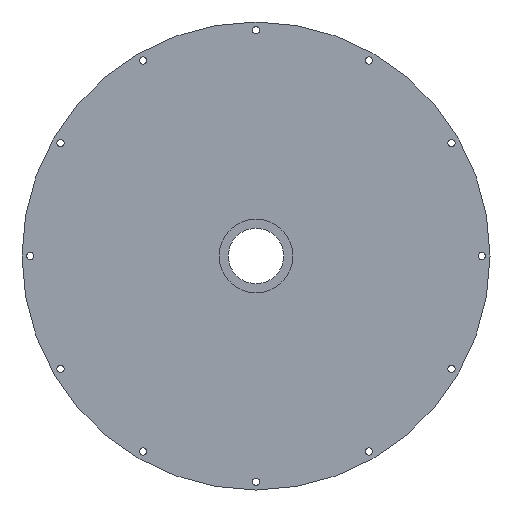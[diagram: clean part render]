
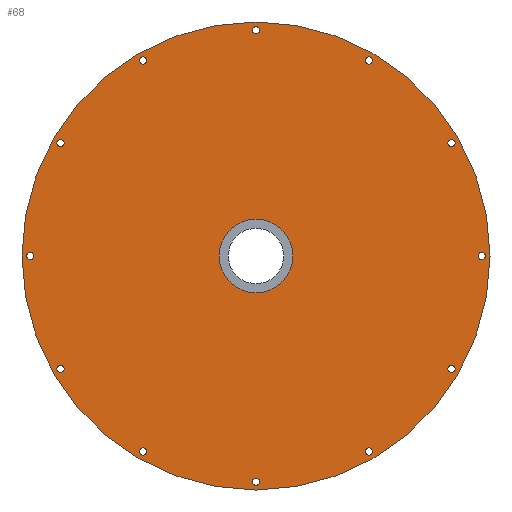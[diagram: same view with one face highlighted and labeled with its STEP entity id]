
A CAD part, left-side view. The second image highlights one B-rep face of the part: STEP entity #68.
In plain terms, the highlighted planar face has unit normal (-1, 0, 0).
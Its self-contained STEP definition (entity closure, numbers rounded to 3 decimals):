
#35=FACE_BOUND('',#168,.F.);
#36=FACE_BOUND('',#169,.F.);
#37=FACE_BOUND('',#170,.F.);
#38=FACE_BOUND('',#171,.F.);
#39=FACE_BOUND('',#172,.F.);
#40=FACE_BOUND('',#173,.F.);
#41=FACE_BOUND('',#174,.F.);
#42=FACE_BOUND('',#175,.F.);
#43=FACE_BOUND('',#176,.F.);
#44=FACE_BOUND('',#177,.F.);
#45=FACE_BOUND('',#178,.F.);
#46=FACE_BOUND('',#179,.F.);
#47=FACE_BOUND('',#180,.F.);
#53=PLANE('',#909);
#68=ADVANCED_FACE('',(#35,#36,#37,#38,#39,#40,#41,#42,#43,#44,#45,#46,#47,#110),
#53,.T.);
#110=FACE_OUTER_BOUND('',#181,.F.);
#168=EDGE_LOOP('',(#287,#288));
#169=EDGE_LOOP('',(#289,#290));
#170=EDGE_LOOP('',(#291,#292));
#171=EDGE_LOOP('',(#293,#294));
#172=EDGE_LOOP('',(#295,#296));
#173=EDGE_LOOP('',(#297,#298));
#174=EDGE_LOOP('',(#299,#300));
#175=EDGE_LOOP('',(#301,#302));
#176=EDGE_LOOP('',(#303,#304));
#177=EDGE_LOOP('',(#305,#306));
#178=EDGE_LOOP('',(#307,#308));
#179=EDGE_LOOP('',(#309,#310));
#180=EDGE_LOOP('',(#311,#312));
#181=EDGE_LOOP('',(#313,#314));
#287=ORIENTED_EDGE('',*,*,#548,.T.);
#288=ORIENTED_EDGE('',*,*,#547,.T.);
#289=ORIENTED_EDGE('',*,*,#556,.T.);
#290=ORIENTED_EDGE('',*,*,#555,.T.);
#291=ORIENTED_EDGE('',*,*,#564,.T.);
#292=ORIENTED_EDGE('',*,*,#563,.T.);
#293=ORIENTED_EDGE('',*,*,#572,.T.);
#294=ORIENTED_EDGE('',*,*,#571,.T.);
#295=ORIENTED_EDGE('',*,*,#580,.T.);
#296=ORIENTED_EDGE('',*,*,#579,.T.);
#297=ORIENTED_EDGE('',*,*,#588,.T.);
#298=ORIENTED_EDGE('',*,*,#587,.T.);
#299=ORIENTED_EDGE('',*,*,#623,.T.);
#300=ORIENTED_EDGE('',*,*,#603,.T.);
#301=ORIENTED_EDGE('',*,*,#584,.T.);
#302=ORIENTED_EDGE('',*,*,#583,.T.);
#303=ORIENTED_EDGE('',*,*,#576,.T.);
#304=ORIENTED_EDGE('',*,*,#575,.T.);
#305=ORIENTED_EDGE('',*,*,#568,.T.);
#306=ORIENTED_EDGE('',*,*,#567,.T.);
#307=ORIENTED_EDGE('',*,*,#560,.T.);
#308=ORIENTED_EDGE('',*,*,#559,.T.);
#309=ORIENTED_EDGE('',*,*,#552,.T.);
#310=ORIENTED_EDGE('',*,*,#551,.T.);
#311=ORIENTED_EDGE('',*,*,#544,.T.);
#312=ORIENTED_EDGE('',*,*,#543,.T.);
#313=ORIENTED_EDGE('',*,*,#622,.F.);
#314=ORIENTED_EDGE('',*,*,#602,.F.);
#543=EDGE_CURVE('',#794,#793,#651,.T.);
#544=EDGE_CURVE('',#793,#794,#652,.T.);
#547=EDGE_CURVE('',#790,#789,#655,.T.);
#548=EDGE_CURVE('',#789,#790,#656,.T.);
#551=EDGE_CURVE('',#786,#785,#659,.T.);
#552=EDGE_CURVE('',#785,#786,#660,.T.);
#555=EDGE_CURVE('',#782,#781,#663,.T.);
#556=EDGE_CURVE('',#781,#782,#664,.T.);
#559=EDGE_CURVE('',#778,#777,#667,.T.);
#560=EDGE_CURVE('',#777,#778,#668,.T.);
#563=EDGE_CURVE('',#774,#773,#671,.T.);
#564=EDGE_CURVE('',#773,#774,#672,.T.);
#567=EDGE_CURVE('',#770,#769,#675,.T.);
#568=EDGE_CURVE('',#769,#770,#676,.T.);
#571=EDGE_CURVE('',#766,#765,#679,.T.);
#572=EDGE_CURVE('',#765,#766,#680,.T.);
#575=EDGE_CURVE('',#762,#761,#683,.T.);
#576=EDGE_CURVE('',#761,#762,#684,.T.);
#579=EDGE_CURVE('',#758,#757,#687,.T.);
#580=EDGE_CURVE('',#757,#758,#688,.T.);
#583=EDGE_CURVE('',#754,#753,#691,.T.);
#584=EDGE_CURVE('',#753,#754,#692,.T.);
#587=EDGE_CURVE('',#750,#749,#695,.T.);
#588=EDGE_CURVE('',#749,#750,#696,.T.);
#602=EDGE_CURVE('',#728,#727,#710,.T.);
#603=EDGE_CURVE('',#726,#725,#711,.T.);
#622=EDGE_CURVE('',#727,#728,#720,.T.);
#623=EDGE_CURVE('',#725,#726,#721,.T.);
#651=CIRCLE('',#824,3.25);
#652=CIRCLE('',#825,3.25);
#655=CIRCLE('',#828,3.25);
#656=CIRCLE('',#829,3.25);
#659=CIRCLE('',#832,3.25);
#660=CIRCLE('',#833,3.25);
#663=CIRCLE('',#836,3.25);
#664=CIRCLE('',#837,3.25);
#667=CIRCLE('',#840,3.25);
#668=CIRCLE('',#841,3.25);
#671=CIRCLE('',#844,3.25);
#672=CIRCLE('',#845,3.25);
#675=CIRCLE('',#848,3.25);
#676=CIRCLE('',#849,3.25);
#679=CIRCLE('',#852,3.25);
#680=CIRCLE('',#853,3.25);
#683=CIRCLE('',#856,3.25);
#684=CIRCLE('',#857,3.25);
#687=CIRCLE('',#860,3.25);
#688=CIRCLE('',#861,3.25);
#691=CIRCLE('',#864,3.25);
#692=CIRCLE('',#865,3.25);
#695=CIRCLE('',#868,3.25);
#696=CIRCLE('',#869,3.25);
#710=CIRCLE('',#883,212.8);
#711=CIRCLE('',#884,33.5);
#720=CIRCLE('',#893,212.8);
#721=CIRCLE('',#894,33.5);
#725=VERTEX_POINT('',#1216);
#726=VERTEX_POINT('',#1217);
#727=VERTEX_POINT('',#1218);
#728=VERTEX_POINT('',#1219);
#749=VERTEX_POINT('',#1240);
#750=VERTEX_POINT('',#1241);
#753=VERTEX_POINT('',#1244);
#754=VERTEX_POINT('',#1245);
#757=VERTEX_POINT('',#1248);
#758=VERTEX_POINT('',#1249);
#761=VERTEX_POINT('',#1252);
#762=VERTEX_POINT('',#1253);
#765=VERTEX_POINT('',#1256);
#766=VERTEX_POINT('',#1257);
#769=VERTEX_POINT('',#1260);
#770=VERTEX_POINT('',#1261);
#773=VERTEX_POINT('',#1264);
#774=VERTEX_POINT('',#1265);
#777=VERTEX_POINT('',#1268);
#778=VERTEX_POINT('',#1269);
#781=VERTEX_POINT('',#1272);
#782=VERTEX_POINT('',#1273);
#785=VERTEX_POINT('',#1276);
#786=VERTEX_POINT('',#1277);
#789=VERTEX_POINT('',#1280);
#790=VERTEX_POINT('',#1281);
#793=VERTEX_POINT('',#1284);
#794=VERTEX_POINT('',#1285);
#824=AXIS2_PLACEMENT_3D('',#1286,#944,#945);
#825=AXIS2_PLACEMENT_3D('',#1287,#946,#947);
#828=AXIS2_PLACEMENT_3D('',#1290,#952,#953);
#829=AXIS2_PLACEMENT_3D('',#1291,#954,#955);
#832=AXIS2_PLACEMENT_3D('',#1294,#960,#961);
#833=AXIS2_PLACEMENT_3D('',#1295,#962,#963);
#836=AXIS2_PLACEMENT_3D('',#1298,#968,#969);
#837=AXIS2_PLACEMENT_3D('',#1299,#970,#971);
#840=AXIS2_PLACEMENT_3D('',#1302,#976,#977);
#841=AXIS2_PLACEMENT_3D('',#1303,#978,#979);
#844=AXIS2_PLACEMENT_3D('',#1306,#984,#985);
#845=AXIS2_PLACEMENT_3D('',#1307,#986,#987);
#848=AXIS2_PLACEMENT_3D('',#1310,#992,#993);
#849=AXIS2_PLACEMENT_3D('',#1311,#994,#995);
#852=AXIS2_PLACEMENT_3D('',#1314,#1000,#1001);
#853=AXIS2_PLACEMENT_3D('',#1315,#1002,#1003);
#856=AXIS2_PLACEMENT_3D('',#1318,#1008,#1009);
#857=AXIS2_PLACEMENT_3D('',#1319,#1010,#1011);
#860=AXIS2_PLACEMENT_3D('',#1322,#1016,#1017);
#861=AXIS2_PLACEMENT_3D('',#1323,#1018,#1019);
#864=AXIS2_PLACEMENT_3D('',#1326,#1024,#1025);
#865=AXIS2_PLACEMENT_3D('',#1327,#1026,#1027);
#868=AXIS2_PLACEMENT_3D('',#1330,#1032,#1033);
#869=AXIS2_PLACEMENT_3D('',#1331,#1034,#1035);
#883=AXIS2_PLACEMENT_3D('',#1345,#1062,#1063);
#884=AXIS2_PLACEMENT_3D('',#1346,#1064,#1065);
#893=AXIS2_PLACEMENT_3D('',#1365,#1092,#1093);
#894=AXIS2_PLACEMENT_3D('',#1366,#1094,#1095);
#909=AXIS2_PLACEMENT_3D('',#1407,#1150,#1151);
#944=DIRECTION('',(-1.,0.,0.));
#945=DIRECTION('',(0.,-0.866,-0.5));
#946=DIRECTION('',(-1.,0.,0.));
#947=DIRECTION('',(0.,0.866,0.5));
#952=DIRECTION('',(-1.,0.,0.));
#953=DIRECTION('',(0.,-1.,0.));
#954=DIRECTION('',(-1.,0.,0.));
#955=DIRECTION('',(0.,1.,0.));
#960=DIRECTION('',(-1.,0.,0.));
#961=DIRECTION('',(0.,-0.866,0.5));
#962=DIRECTION('',(-1.,0.,0.));
#963=DIRECTION('',(0.,0.866,-0.5));
#968=DIRECTION('',(-1.,0.,0.));
#969=DIRECTION('',(0.,-0.5,-0.866));
#970=DIRECTION('',(-1.,0.,0.));
#971=DIRECTION('',(0.,0.5,0.866));
#976=DIRECTION('',(-1.,0.,0.));
#977=DIRECTION('',(0.,-0.5,0.866));
#978=DIRECTION('',(-1.,0.,0.));
#979=DIRECTION('',(0.,0.5,-0.866));
#984=DIRECTION('',(-1.,0.,0.));
#985=DIRECTION('',(0.,0.,-1.));
#986=DIRECTION('',(-1.,0.,0.));
#987=DIRECTION('',(0.,0.,1.));
#992=DIRECTION('',(-1.,0.,0.));
#993=DIRECTION('',(0.,0.5,-0.866));
#994=DIRECTION('',(-1.,0.,0.));
#995=DIRECTION('',(0.,-0.5,0.866));
#1000=DIRECTION('',(-1.,0.,0.));
#1001=DIRECTION('',(0.,0.866,-0.5));
#1002=DIRECTION('',(-1.,0.,0.));
#1003=DIRECTION('',(0.,-0.866,0.5));
#1008=DIRECTION('',(-1.,0.,0.));
#1009=DIRECTION('',(0.,1.,0.));
#1010=DIRECTION('',(-1.,0.,0.));
#1011=DIRECTION('',(0.,-1.,0.));
#1016=DIRECTION('',(-1.,0.,0.));
#1017=DIRECTION('',(0.,0.866,0.5));
#1018=DIRECTION('',(-1.,0.,0.));
#1019=DIRECTION('',(0.,-0.866,-0.5));
#1024=DIRECTION('',(-1.,0.,0.));
#1025=DIRECTION('',(0.,0.5,0.866));
#1026=DIRECTION('',(-1.,0.,0.));
#1027=DIRECTION('',(0.,-0.5,-0.866));
#1032=DIRECTION('',(-1.,0.,0.));
#1033=DIRECTION('',(0.,0.,1.));
#1034=DIRECTION('',(-1.,0.,0.));
#1035=DIRECTION('',(0.,0.,-1.));
#1062=DIRECTION('',(-1.,0.,0.));
#1063=DIRECTION('',(0.,1.,0.));
#1064=DIRECTION('',(-1.,0.,0.));
#1065=DIRECTION('',(0.,1.,0.));
#1092=DIRECTION('',(-1.,0.,0.));
#1093=DIRECTION('',(0.,-1.,0.));
#1094=DIRECTION('',(-1.,0.,0.));
#1095=DIRECTION('',(0.,-1.,0.));
#1150=DIRECTION('',(-1.,0.,0.));
#1151=DIRECTION('',(0.,0.,1.));
#1216=CARTESIAN_POINT('',(13.,-33.5,0.));
#1217=CARTESIAN_POINT('',(13.,33.5,0.));
#1218=CARTESIAN_POINT('',(13.,-212.8,0.));
#1219=CARTESIAN_POINT('',(13.,212.8,0.));
#1240=CARTESIAN_POINT('',(13.,205.3,-3.25));
#1241=CARTESIAN_POINT('',(13.,205.3,3.25));
#1244=CARTESIAN_POINT('',(13.,176.17,-105.465));
#1245=CARTESIAN_POINT('',(13.,179.42,-99.835));
#1248=CARTESIAN_POINT('',(13.,99.835,-179.42));
#1249=CARTESIAN_POINT('',(13.,105.465,-176.17));
#1252=CARTESIAN_POINT('',(13.,-3.25,-205.3));
#1253=CARTESIAN_POINT('',(13.,3.25,-205.3));
#1256=CARTESIAN_POINT('',(13.,-105.465,-176.17));
#1257=CARTESIAN_POINT('',(13.,-99.835,-179.42));
#1260=CARTESIAN_POINT('',(13.,-179.42,-99.835));
#1261=CARTESIAN_POINT('',(13.,-176.17,-105.465));
#1264=CARTESIAN_POINT('',(13.,-205.3,3.25));
#1265=CARTESIAN_POINT('',(13.,-205.3,-3.25));
#1268=CARTESIAN_POINT('',(13.,179.42,99.835));
#1269=CARTESIAN_POINT('',(13.,176.17,105.465));
#1272=CARTESIAN_POINT('',(13.,-176.17,105.465));
#1273=CARTESIAN_POINT('',(13.,-179.42,99.835));
#1276=CARTESIAN_POINT('',(13.,105.465,176.17));
#1277=CARTESIAN_POINT('',(13.,99.835,179.42));
#1280=CARTESIAN_POINT('',(13.,3.25,205.3));
#1281=CARTESIAN_POINT('',(13.,-3.25,205.3));
#1284=CARTESIAN_POINT('',(13.,-99.835,179.42));
#1285=CARTESIAN_POINT('',(13.,-105.465,176.17));
#1286=CARTESIAN_POINT('',(13.,-102.65,177.795));
#1287=CARTESIAN_POINT('',(13.,-102.65,177.795));
#1290=CARTESIAN_POINT('',(13.,0.,205.3));
#1291=CARTESIAN_POINT('',(13.,0.,205.3));
#1294=CARTESIAN_POINT('',(13.,102.65,177.795));
#1295=CARTESIAN_POINT('',(13.,102.65,177.795));
#1298=CARTESIAN_POINT('',(13.,-177.795,102.65));
#1299=CARTESIAN_POINT('',(13.,-177.795,102.65));
#1302=CARTESIAN_POINT('',(13.,177.795,102.65));
#1303=CARTESIAN_POINT('',(13.,177.795,102.65));
#1306=CARTESIAN_POINT('',(13.,-205.3,0.));
#1307=CARTESIAN_POINT('',(13.,-205.3,0.));
#1310=CARTESIAN_POINT('',(13.,-177.795,-102.65));
#1311=CARTESIAN_POINT('',(13.,-177.795,-102.65));
#1314=CARTESIAN_POINT('',(13.,-102.65,-177.795));
#1315=CARTESIAN_POINT('',(13.,-102.65,-177.795));
#1318=CARTESIAN_POINT('',(13.,0.,-205.3));
#1319=CARTESIAN_POINT('',(13.,0.,-205.3));
#1322=CARTESIAN_POINT('',(13.,102.65,-177.795));
#1323=CARTESIAN_POINT('',(13.,102.65,-177.795));
#1326=CARTESIAN_POINT('',(13.,177.795,-102.65));
#1327=CARTESIAN_POINT('',(13.,177.795,-102.65));
#1330=CARTESIAN_POINT('',(13.,205.3,0.));
#1331=CARTESIAN_POINT('',(13.,205.3,0.));
#1345=CARTESIAN_POINT('',(13.,0.,0.));
#1346=CARTESIAN_POINT('',(13.,0.,0.));
#1365=CARTESIAN_POINT('',(13.,0.,0.));
#1366=CARTESIAN_POINT('',(13.,0.,0.));
#1407=CARTESIAN_POINT('',(13.,-217.056,-217.056));
